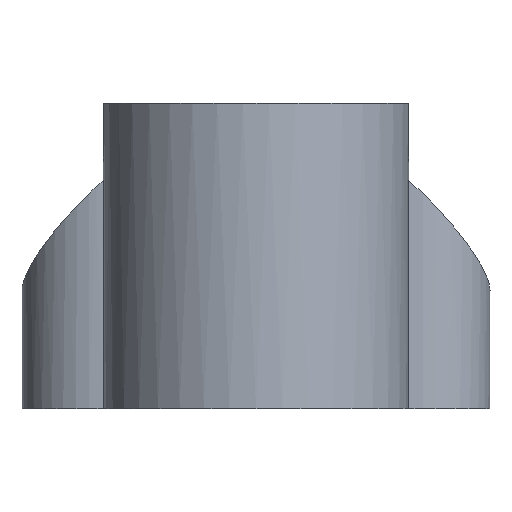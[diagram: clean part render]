
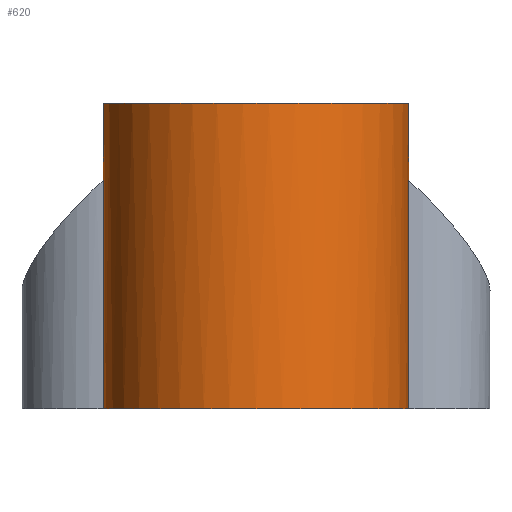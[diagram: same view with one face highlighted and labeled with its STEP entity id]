
A CAD part, front view. The second image highlights one B-rep face of the part: STEP entity #620.
In plain terms, the highlighted cylindrical face has radius 7.5 mm (diameter 15 mm), a partial arc.
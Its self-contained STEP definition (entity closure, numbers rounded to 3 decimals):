
#50=FACE_OUTER_BOUND('',#85,.T.);
#85=EDGE_LOOP('',(#430,#431,#432,#433,#434,#435,#436,#437,#438,#439,#440,
#441));
#128=ELLIPSE('',#678,10.607,7.5);
#129=ELLIPSE('',#680,10.607,7.5);
#138=CIRCLE('',#677,7.5);
#139=CIRCLE('',#679,7.5);
#140=CIRCLE('',#681,7.5);
#141=CIRCLE('',#682,7.5);
#169=LINE('',#963,#218);
#173=LINE('',#987,#222);
#174=LINE('',#991,#223);
#175=LINE('',#996,#224);
#176=LINE('',#1000,#225);
#177=LINE('',#1003,#226);
#218=VECTOR('',#753,10.);
#222=VECTOR('',#775,10.);
#223=VECTOR('',#778,10.);
#224=VECTOR('',#783,10.);
#225=VECTOR('',#786,10.);
#226=VECTOR('',#789,10.);
#267=VERTEX_POINT('',#961);
#268=VERTEX_POINT('',#962);
#277=VERTEX_POINT('',#983);
#278=VERTEX_POINT('',#984);
#279=VERTEX_POINT('',#986);
#280=VERTEX_POINT('',#988);
#281=VERTEX_POINT('',#990);
#282=VERTEX_POINT('',#993);
#283=VERTEX_POINT('',#995);
#284=VERTEX_POINT('',#997);
#285=VERTEX_POINT('',#999);
#286=VERTEX_POINT('',#1001);
#328=EDGE_CURVE('',#267,#268,#169,.T.);
#338=EDGE_CURVE('',#277,#278,#138,.T.);
#339=EDGE_CURVE('',#278,#279,#173,.T.);
#340=EDGE_CURVE('',#279,#280,#128,.T.);
#341=EDGE_CURVE('',#280,#281,#174,.T.);
#342=EDGE_CURVE('',#267,#281,#139,.T.);
#343=EDGE_CURVE('',#268,#282,#129,.T.);
#344=EDGE_CURVE('',#282,#283,#175,.T.);
#345=EDGE_CURVE('',#283,#284,#140,.T.);
#346=EDGE_CURVE('',#284,#285,#176,.T.);
#347=EDGE_CURVE('',#286,#285,#141,.T.);
#348=EDGE_CURVE('',#286,#277,#177,.T.);
#430=ORIENTED_EDGE('',*,*,#338,.T.);
#431=ORIENTED_EDGE('',*,*,#339,.T.);
#432=ORIENTED_EDGE('',*,*,#340,.T.);
#433=ORIENTED_EDGE('',*,*,#341,.T.);
#434=ORIENTED_EDGE('',*,*,#342,.F.);
#435=ORIENTED_EDGE('',*,*,#328,.T.);
#436=ORIENTED_EDGE('',*,*,#343,.T.);
#437=ORIENTED_EDGE('',*,*,#344,.T.);
#438=ORIENTED_EDGE('',*,*,#345,.T.);
#439=ORIENTED_EDGE('',*,*,#346,.T.);
#440=ORIENTED_EDGE('',*,*,#347,.F.);
#441=ORIENTED_EDGE('',*,*,#348,.T.);
#605=CYLINDRICAL_SURFACE('',#676,7.5);
#620=ADVANCED_FACE('',(#50),#605,.T.);
#676=AXIS2_PLACEMENT_3D('',#982,#771,#772);
#677=AXIS2_PLACEMENT_3D('',#985,#773,#774);
#678=AXIS2_PLACEMENT_3D('',#989,#776,#777);
#679=AXIS2_PLACEMENT_3D('',#992,#779,#780);
#680=AXIS2_PLACEMENT_3D('',#994,#781,#782);
#681=AXIS2_PLACEMENT_3D('',#998,#784,#785);
#682=AXIS2_PLACEMENT_3D('',#1002,#787,#788);
#753=DIRECTION('',(0.,0.,1.));
#771=DIRECTION('center_axis',(0.,0.,-1.));
#772=DIRECTION('ref_axis',(0.,-1.,0.));
#773=DIRECTION('center_axis',(0.,0.,1.));
#774=DIRECTION('ref_axis',(1.,0.,0.));
#775=DIRECTION('',(0.,0.,-1.));
#776=DIRECTION('center_axis',(-0.626,0.328,0.707));
#777=DIRECTION('ref_axis',(0.626,-0.328,0.707));
#778=DIRECTION('',(0.,0.,-1.));
#779=DIRECTION('center_axis',(0.,0.,-1.));
#780=DIRECTION('ref_axis',(1.,0.,0.));
#781=DIRECTION('center_axis',(0.626,0.328,0.707));
#782=DIRECTION('ref_axis',(0.626,0.328,-0.707));
#783=DIRECTION('',(0.,0.,1.));
#784=DIRECTION('center_axis',(0.,0.,1.));
#785=DIRECTION('ref_axis',(1.,0.,0.));
#786=DIRECTION('',(0.,0.,1.));
#787=DIRECTION('center_axis',(0.,0.,1.));
#788=DIRECTION('ref_axis',(1.,0.,0.));
#789=DIRECTION('',(0.,0.,-1.));
#961=CARTESIAN_POINT('',(7.5,0.,-7.));
#962=CARTESIAN_POINT('',(7.5,0.,4.223));
#963=CARTESIAN_POINT('',(7.5,0.,-4.));
#982=CARTESIAN_POINT('Origin',(0.,0.,0.));
#983=CARTESIAN_POINT('',(-1.,7.433,7.999));
#984=CARTESIAN_POINT('',(-5.,5.59,7.999));
#985=CARTESIAN_POINT('Origin',(0.,0.,7.999));
#986=CARTESIAN_POINT('',(-5.,5.59,3.845));
#987=CARTESIAN_POINT('',(-5.,5.59,0.));
#988=CARTESIAN_POINT('',(-7.5,0.,4.223));
#989=CARTESIAN_POINT('Origin',(0.,0.,10.867));
#990=CARTESIAN_POINT('',(-7.5,0.,-7.));
#991=CARTESIAN_POINT('',(-7.5,0.,-4.));
#992=CARTESIAN_POINT('Origin',(0.,0.,-7.));
#993=CARTESIAN_POINT('',(5.,5.59,3.845));
#994=CARTESIAN_POINT('Origin',(0.,0.,10.867));
#995=CARTESIAN_POINT('',(5.,5.59,7.999));
#996=CARTESIAN_POINT('',(5.,5.59,0.));
#997=CARTESIAN_POINT('',(1.,7.433,7.999));
#998=CARTESIAN_POINT('Origin',(0.,0.,7.999));
#999=CARTESIAN_POINT('',(1.,7.433,8.));
#1000=CARTESIAN_POINT('',(1.,7.433,0.));
#1001=CARTESIAN_POINT('',(-1.,7.433,8.));
#1002=CARTESIAN_POINT('Origin',(0.,0.,8.));
#1003=CARTESIAN_POINT('',(-1.,7.433,0.));
